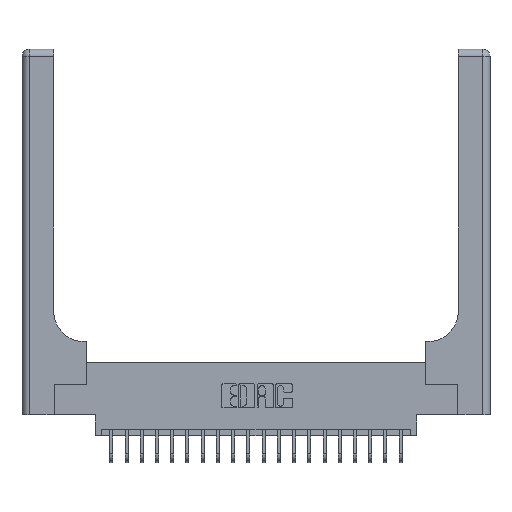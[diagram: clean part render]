
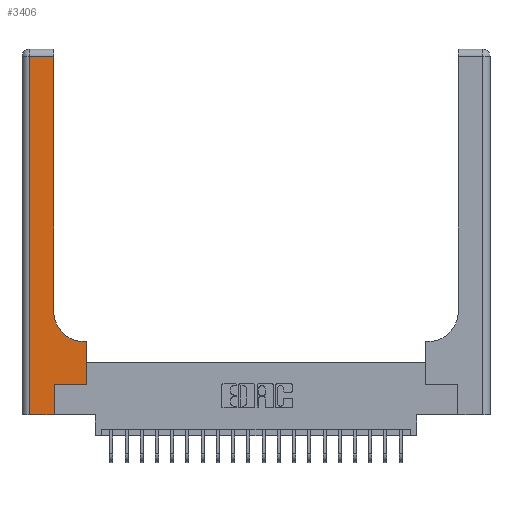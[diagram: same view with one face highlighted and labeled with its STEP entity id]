
A CAD part, top view. The second image highlights one B-rep face of the part: STEP entity #3406.
In plain terms, the highlighted planar face has unit normal (0, 0, 1).
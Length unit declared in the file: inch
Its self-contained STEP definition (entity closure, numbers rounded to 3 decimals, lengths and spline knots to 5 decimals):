
#373 = VERTEX_POINT ( 'NONE', #2714 ) ;
#1094 = DIRECTION ( 'NONE',  ( 1., 0., 0. ) ) ;
#1782 = CARTESIAN_POINT ( 'NONE',  ( 0., 2.94, 0.37 ) ) ;
#1990 = PLANE ( 'NONE',  #21689 ) ;
#2015 = DIRECTION ( 'NONE',  ( -1., 0., 0. ) ) ;
#2152 = LINE ( 'NONE', #22507, #13607 ) ;
#2249 = DIRECTION ( 'NONE',  ( 1., 0., 0. ) ) ;
#2300 = LINE ( 'NONE', #8011, #14854 ) ;
#2454 = VERTEX_POINT ( 'NONE', #12110 ) ;
#2667 = CARTESIAN_POINT ( 'NONE',  ( 0.265, 0.25, 0.37 ) ) ;
#2714 = CARTESIAN_POINT ( 'NONE',  ( 0.528, 0.6, 0.37 ) ) ;
#3406 = ADVANCED_FACE ( 'NONE', ( #4865 ), #1990, .F. ) ;
#3681 = VECTOR ( 'NONE', #19872, 39.37008 ) ;
#3705 = VECTOR ( 'NONE', #2015, 39.37008 ) ;
#3836 = EDGE_CURVE ( 'NONE', #8400, #4505, #15154, .T. ) ;
#3838 = VECTOR ( 'NONE', #13552, 39.37008 ) ;
#4283 = CARTESIAN_POINT ( 'NONE',  ( 0.06, 0., 0.37 ) ) ;
#4505 = VERTEX_POINT ( 'NONE', #13319 ) ;
#4865 = FACE_OUTER_BOUND ( 'NONE', #22268, .T. ) ;
#5627 = LINE ( 'NONE', #16320, #3681 ) ;
#5651 = VERTEX_POINT ( 'NONE', #4283 ) ;
#6629 = EDGE_CURVE ( 'NONE', #4505, #5651, #18034, .T. ) ;
#7045 = CARTESIAN_POINT ( 'NONE',  ( 0.528, 0.25, 0.37 ) ) ;
#7816 = VECTOR ( 'NONE', #8571, 39.37008 ) ;
#7931 = DIRECTION ( 'NONE',  ( 0., -1., 0. ) ) ;
#8011 = CARTESIAN_POINT ( 'NONE',  ( 0.528, 0.25, 0.37 ) ) ;
#8125 = VERTEX_POINT ( 'NONE', #16865 ) ;
#8400 = VERTEX_POINT ( 'NONE', #18278 ) ;
#8407 = VECTOR ( 'NONE', #1094, 39.37008 ) ;
#8571 = DIRECTION ( 'NONE',  ( 0., 1., 0. ) ) ;
#8595 = LINE ( 'NONE', #11843, #3838 ) ;
#9200 = ORIENTED_EDGE ( 'NONE', *, *, #12682, .T. ) ;
#9766 = EDGE_CURVE ( 'NONE', #15552, #18562, #20950, .T. ) ;
#9922 = ORIENTED_EDGE ( 'NONE', *, *, #3836, .T. ) ;
#9943 = ORIENTED_EDGE ( 'NONE', *, *, #13310, .T. ) ;
#10424 = ORIENTED_EDGE ( 'NONE', *, *, #9766, .T. ) ;
#10451 = EDGE_CURVE ( 'NONE', #17300, #8400, #19487, .T. ) ;
#11011 = CARTESIAN_POINT ( 'NONE',  ( 0.51, 0.85, 0.37 ) ) ;
#11283 = CARTESIAN_POINT ( 'NONE',  ( 0.265, 0.25, 0.37 ) ) ;
#11843 = CARTESIAN_POINT ( 'NONE',  ( 0.265, 0., 0.37 ) ) ;
#12110 = CARTESIAN_POINT ( 'NONE',  ( 0.265, 0., 0.37 ) ) ;
#12345 = ORIENTED_EDGE ( 'NONE', *, *, #10451, .T. ) ;
#12641 = DIRECTION ( 'NONE',  ( -1., 0., 0. ) ) ;
#12682 = EDGE_CURVE ( 'NONE', #2454, #15552, #8595, .T. ) ;
#13310 = EDGE_CURVE ( 'NONE', #373, #8125, #2152, .T. ) ;
#13319 = CARTESIAN_POINT ( 'NONE',  ( 0.06, 2.94, 0.37 ) ) ;
#13537 = ORIENTED_EDGE ( 'NONE', *, *, #19356, .T. ) ;
#13552 = DIRECTION ( 'NONE',  ( 0., 1., 0. ) ) ;
#13571 = ORIENTED_EDGE ( 'NONE', *, *, #6629, .T. ) ;
#13607 = VECTOR ( 'NONE', #13687, 39.37008 ) ;
#13687 = DIRECTION ( 'NONE',  ( -1., 0., 0. ) ) ;
#14815 = DIRECTION ( 'NONE',  ( 0., 0., -1. ) ) ;
#14854 = VECTOR ( 'NONE', #16672, 39.37008 ) ;
#15154 = LINE ( 'NONE', #1782, #3705 ) ;
#15552 = VERTEX_POINT ( 'NONE', #2667 ) ;
#16078 = ORIENTED_EDGE ( 'NONE', *, *, #21220, .T. ) ;
#16320 = CARTESIAN_POINT ( 'NONE',  ( 0., 0., 0.37 ) ) ;
#16672 = DIRECTION ( 'NONE',  ( 0., 1., 0. ) ) ;
#16865 = CARTESIAN_POINT ( 'NONE',  ( 0.51, 0.6, 0.37 ) ) ;
#16877 = ORIENTED_EDGE ( 'NONE', *, *, #17171, .T. ) ;
#17138 = AXIS2_PLACEMENT_3D ( 'NONE', #11011, #14815, #2249 ) ;
#17171 = EDGE_CURVE ( 'NONE', #5651, #2454, #5627, .T. ) ;
#17300 = VERTEX_POINT ( 'NONE', #19792 ) ;
#18034 = LINE ( 'NONE', #21743, #22243 ) ;
#18059 = CARTESIAN_POINT ( 'NONE',  ( 0., 3., 0.37 ) ) ;
#18278 = CARTESIAN_POINT ( 'NONE',  ( 0.26, 2.94, 0.37 ) ) ;
#18339 = CIRCLE ( 'NONE', #17138, 0.25 ) ;
#18562 = VERTEX_POINT ( 'NONE', #7045 ) ;
#19356 = EDGE_CURVE ( 'NONE', #8125, #17300, #18339, .T. ) ;
#19487 = LINE ( 'NONE', #22773, #7816 ) ;
#19761 = DIRECTION ( 'NONE',  ( 0., 0., -1. ) ) ;
#19792 = CARTESIAN_POINT ( 'NONE',  ( 0.26, 0.85, 0.37 ) ) ;
#19872 = DIRECTION ( 'NONE',  ( 1., 0., 0. ) ) ;
#20950 = LINE ( 'NONE', #11283, #8407 ) ;
#21220 = EDGE_CURVE ( 'NONE', #18562, #373, #2300, .T. ) ;
#21689 = AXIS2_PLACEMENT_3D ( 'NONE', #18059, #19761, #12641 ) ;
#21743 = CARTESIAN_POINT ( 'NONE',  ( 0.06, 3., 0.37 ) ) ;
#22243 = VECTOR ( 'NONE', #7931, 39.37008 ) ;
#22268 = EDGE_LOOP ( 'NONE', ( #12345, #9922, #13571, #16877, #9200, #10424, #16078, #9943, #13537 ) ) ;
#22507 = CARTESIAN_POINT ( 'NONE',  ( 0.26, 0.6, 0.37 ) ) ;
#22773 = CARTESIAN_POINT ( 'NONE',  ( 0.26, 3., 0.37 ) ) ;
